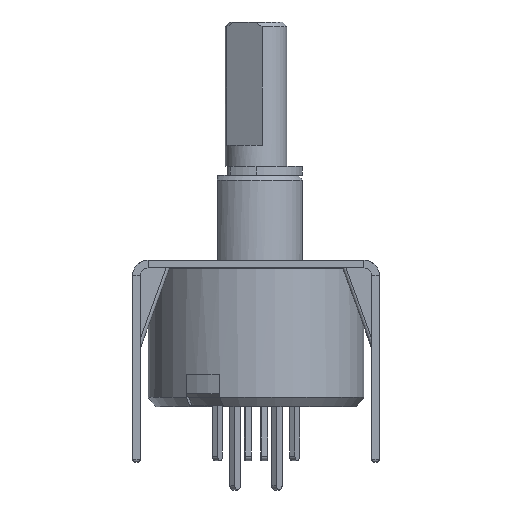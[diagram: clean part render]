
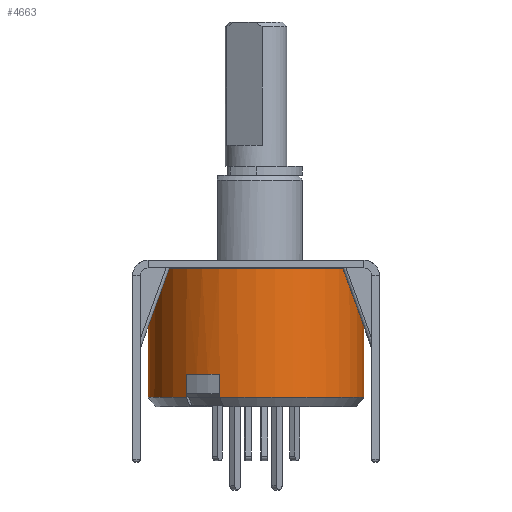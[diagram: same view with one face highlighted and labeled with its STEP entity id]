
A CAD part, front view. The second image highlights one B-rep face of the part: STEP entity #4663.
In plain terms, the highlighted cylindrical face has radius 7 mm (diameter 14 mm), a partial arc.
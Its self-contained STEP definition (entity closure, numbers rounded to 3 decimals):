
#252 = CARTESIAN_POINT ( 'NONE',  ( 7., 0., 0.95 ) ) ;
#333 = ORIENTED_EDGE ( 'NONE', *, *, #2102, .F. ) ;
#528 = VECTOR ( 'NONE', #2862, 1000. ) ;
#760 = CARTESIAN_POINT ( 'NONE',  ( -2.361, -6.59, -7.4 ) ) ;
#771 = EDGE_CURVE ( 'NONE', #1318, #9055, #5209, .T. ) ;
#927 = VECTOR ( 'NONE', #2831, 1000. ) ;
#989 = DIRECTION ( 'NONE',  ( 0., 0., -1. ) ) ;
#1074 = DIRECTION ( 'NONE',  ( -1., 0., 0. ) ) ;
#1262 = VERTEX_POINT ( 'NONE', #252 ) ;
#1318 = VERTEX_POINT ( 'NONE', #4191 ) ;
#1351 = DIRECTION ( 'NONE',  ( 0., 0., -1. ) ) ;
#1401 = DIRECTION ( 'NONE',  ( 1., 0., 0. ) ) ;
#1482 = FACE_OUTER_BOUND ( 'NONE', #3491, .T. ) ;
#1588 = CARTESIAN_POINT ( 'NONE',  ( -7., 0., 9. ) ) ;
#2015 = CARTESIAN_POINT ( 'NONE',  ( 0., 0., 9. ) ) ;
#2102 = EDGE_CURVE ( 'NONE', #1262, #5743, #3905, .T. ) ;
#2224 = CARTESIAN_POINT ( 'NONE',  ( 0., 0., -7.4 ) ) ;
#2712 = CARTESIAN_POINT ( 'NONE',  ( -2.361, -6.59, 9. ) ) ;
#2801 = CARTESIAN_POINT ( 'NONE',  ( -4.526, -5.34, -7.4 ) ) ;
#2831 = DIRECTION ( 'NONE',  ( 0., 0., -1. ) ) ;
#2862 = DIRECTION ( 'NONE',  ( 0., 0., 1. ) ) ;
#3201 = ORIENTED_EDGE ( 'NONE', *, *, #5143, .T. ) ;
#3248 = CARTESIAN_POINT ( 'NONE',  ( 0., 0., -7.4 ) ) ;
#3263 = ORIENTED_EDGE ( 'NONE', *, *, #8384, .F. ) ;
#3277 = DIRECTION ( 'NONE',  ( 1., 0., 0. ) ) ;
#3422 = EDGE_CURVE ( 'NONE', #4494, #5674, #5869, .T. ) ;
#3491 = EDGE_LOOP ( 'NONE', ( #333, #9229, #5905, #3263, #7654, #3201, #6234, #7331 ) ) ;
#3498 = DIRECTION ( 'NONE',  ( 0., 0., -1. ) ) ;
#3578 = DIRECTION ( 'NONE',  ( 0., 0., -1. ) ) ;
#3905 = LINE ( 'NONE', #8997, #11736 ) ;
#4087 = AXIS2_PLACEMENT_3D ( 'NONE', #2015, #989, #1074 ) ;
#4191 = CARTESIAN_POINT ( 'NONE',  ( -7., 0., 0.95 ) ) ;
#4222 = CIRCLE ( 'NONE', #4984, 7. ) ;
#4427 = DIRECTION ( 'NONE',  ( 0., 0., 1. ) ) ;
#4494 = VERTEX_POINT ( 'NONE', #8915 ) ;
#4663 = ADVANCED_FACE ( 'NONE', ( #1482 ), #8712, .T. ) ;
#4984 = AXIS2_PLACEMENT_3D ( 'NONE', #2224, #1351, #3277 ) ;
#5143 = EDGE_CURVE ( 'NONE', #7739, #4494, #7576, .T. ) ;
#5209 = LINE ( 'NONE', #1588, #7968 ) ;
#5350 = DIRECTION ( 'NONE',  ( -1., 0., 0. ) ) ;
#5439 = AXIS2_PLACEMENT_3D ( 'NONE', #11741, #4427, #5350 ) ;
#5634 = CIRCLE ( 'NONE', #8944, 7. ) ;
#5674 = VERTEX_POINT ( 'NONE', #760 ) ;
#5699 = CIRCLE ( 'NONE', #10203, 7. ) ;
#5743 = VERTEX_POINT ( 'NONE', #10218 ) ;
#5864 = EDGE_CURVE ( 'NONE', #1262, #1318, #5699, .T. ) ;
#5869 = LINE ( 'NONE', #2712, #927 ) ;
#5905 = ORIENTED_EDGE ( 'NONE', *, *, #771, .T. ) ;
#6234 = ORIENTED_EDGE ( 'NONE', *, *, #3422, .T. ) ;
#6362 = DIRECTION ( 'NONE',  ( -1., 0., 0. ) ) ;
#6410 = EDGE_CURVE ( 'NONE', #5743, #5674, #4222, .T. ) ;
#6957 = DIRECTION ( 'NONE',  ( 0., 0., -1. ) ) ;
#7331 = ORIENTED_EDGE ( 'NONE', *, *, #6410, .F. ) ;
#7576 = CIRCLE ( 'NONE', #5439, 7. ) ;
#7654 = ORIENTED_EDGE ( 'NONE', *, *, #8892, .T. ) ;
#7734 = CARTESIAN_POINT ( 'NONE',  ( -4.526, -5.34, 9. ) ) ;
#7739 = VERTEX_POINT ( 'NONE', #10869 ) ;
#7961 = VERTEX_POINT ( 'NONE', #2801 ) ;
#7968 = VECTOR ( 'NONE', #3498, 1000. ) ;
#8384 = EDGE_CURVE ( 'NONE', #7961, #9055, #5634, .T. ) ;
#8712 = CYLINDRICAL_SURFACE ( 'NONE', #4087, 7. ) ;
#8892 = EDGE_CURVE ( 'NONE', #7961, #7739, #11318, .T. ) ;
#8915 = CARTESIAN_POINT ( 'NONE',  ( -2.361, -6.59, -5.9 ) ) ;
#8944 = AXIS2_PLACEMENT_3D ( 'NONE', #3248, #6957, #1401 ) ;
#8997 = CARTESIAN_POINT ( 'NONE',  ( 7., 0., 9. ) ) ;
#9055 = VERTEX_POINT ( 'NONE', #11863 ) ;
#9229 = ORIENTED_EDGE ( 'NONE', *, *, #5864, .T. ) ;
#10019 = CARTESIAN_POINT ( 'NONE',  ( 0., 0., 0.95 ) ) ;
#10203 = AXIS2_PLACEMENT_3D ( 'NONE', #10019, #3578, #6362 ) ;
#10218 = CARTESIAN_POINT ( 'NONE',  ( 7., 0., -7.4 ) ) ;
#10869 = CARTESIAN_POINT ( 'NONE',  ( -4.526, -5.34, -5.9 ) ) ;
#10942 = DIRECTION ( 'NONE',  ( 0., 0., -1. ) ) ;
#11318 = LINE ( 'NONE', #7734, #528 ) ;
#11736 = VECTOR ( 'NONE', #10942, 1000. ) ;
#11741 = CARTESIAN_POINT ( 'NONE',  ( 0., 0., -5.9 ) ) ;
#11863 = CARTESIAN_POINT ( 'NONE',  ( -7., 0., -7.4 ) ) ;
